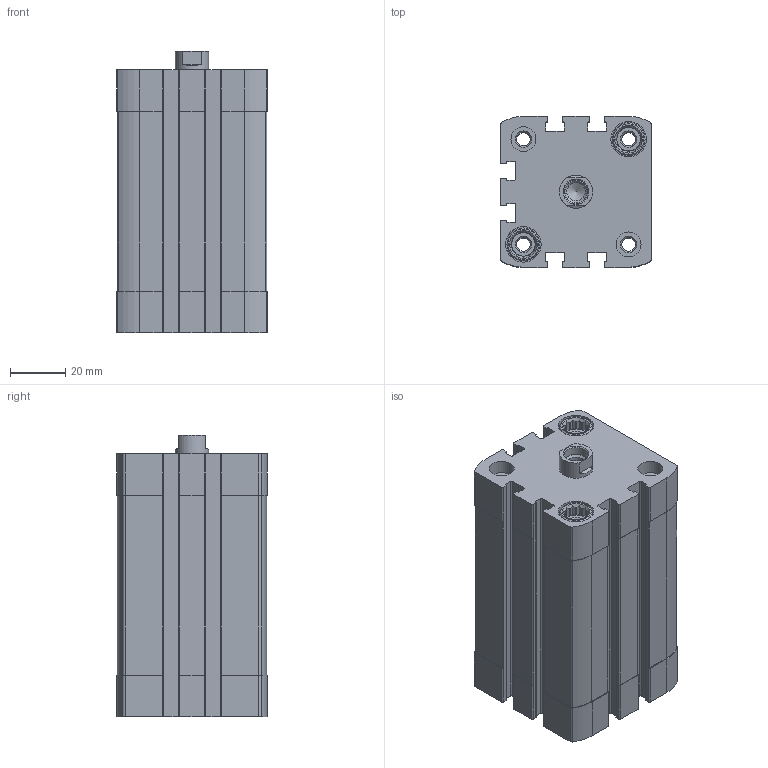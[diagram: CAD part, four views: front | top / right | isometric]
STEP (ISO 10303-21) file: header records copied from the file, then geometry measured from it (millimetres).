
FILE_DESCRIPTION(/* description */ ('STEP AP214'),/* implementation_level */ '2;1');
FILE_NAME(/* name */ '572670_ADN-40-50-I-PPS-A',/* time_stamp */ '2024-07-24T13:04:39+02:00',/* author */ ('License CC BY-ND 4.0'),/* organization */ ('CADENAS'),/* preprocessor_version */ 'ST-DEVELOPER v19.3',/* originating_system */ 'PARTsolutions',/* authorisation */ ' ');
FILE_SCHEMA (('AUTOMOTIVE_DESIGN {1 0 10303 214 3 1 1}'));
Length unit declared in the file: millimetre
Products named in the file (3): 572670 ADN-40-50-I-PPS-A---(asm_0); 536288 ADN-50-PPS---(Z); 536288 ADN-50-PPS-I_(KS)
Assembly tree (2 placements, depth 2):
  572670 ADN-40-50-I-PPS-A---(asm_0)
    536288 ADN-50-PPS---(Z)
    536288 ADN-50-PPS-I_(KS)
Bounding box: 54.5 x 54.5 x 101.7 mm (x, y, z)
Volume: 187030.8 mm3; surface area: 59757.2 mm2
Topology: 2 solids, 2 shells, 421 faces, 1148 edges, 762 vertices
Faces by surface type: plane 267, cylinder 133, cone 21
Full cylindrical faces by diameter (mm): 4.917 x8, 6 x4, 6.647 x1, 8.4 x1, 8.5 x4, 8.566 x2, 9 x5, 11.9 x4, 12 x2, 12.8 x4, 40 x2
Entity records: 13131 total; most frequent: CARTESIAN_POINT 2531, DIRECTION 2206, ORIENTED_EDGE 2146, EDGE_CURVE 1073, AXIS2_PLACEMENT_3D 805, VERTEX_POINT 746, LINE 596, VECTOR 596
